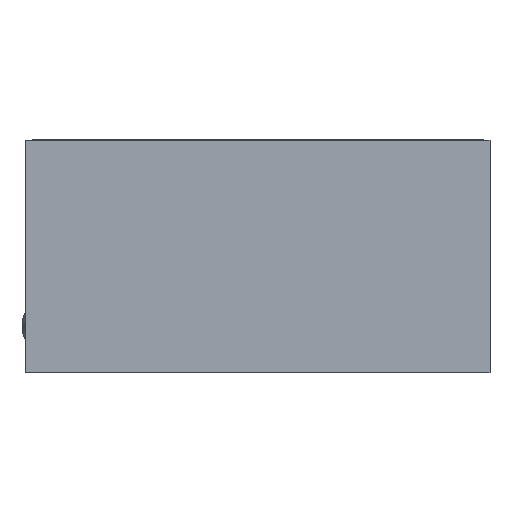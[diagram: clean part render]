
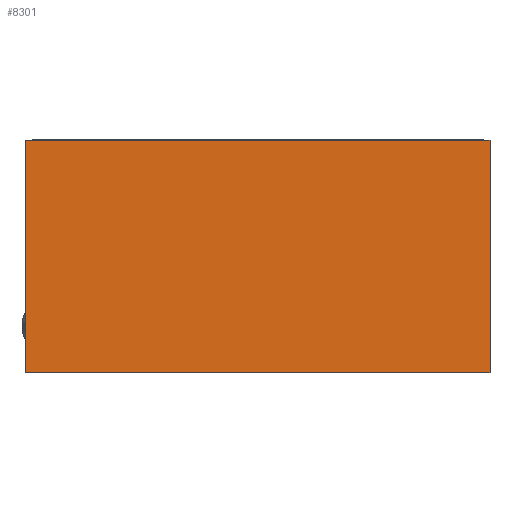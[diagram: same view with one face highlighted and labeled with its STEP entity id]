
A CAD part, front view. The second image highlights one B-rep face of the part: STEP entity #8301.
In plain terms, the highlighted planar face has unit normal (0, -1, 0).
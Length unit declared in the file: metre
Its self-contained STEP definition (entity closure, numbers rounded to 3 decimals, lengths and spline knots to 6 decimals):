
#762=ORIENTED_EDGE('',*,*,#3274,.T.);
#763=ORIENTED_EDGE('',*,*,#3286,.F.);
#764=ORIENTED_EDGE('',*,*,#3287,.F.);
#765=ORIENTED_EDGE('',*,*,#3275,.T.);
#3274=EDGE_CURVE('',#4537,#4539,#5387,.T.);
#3275=EDGE_CURVE('',#4540,#4537,#5388,.T.);
#3286=EDGE_CURVE('',#4548,#4539,#5394,.T.);
#3287=EDGE_CURVE('',#4540,#4548,#5395,.T.);
#4537=VERTEX_POINT('',#10597);
#4539=VERTEX_POINT('',#10601);
#4540=VERTEX_POINT('',#10605);
#4548=VERTEX_POINT('',#10625);
#5387=LINE('',#10602,#6196);
#5388=LINE('',#10604,#6197);
#5394=LINE('',#10626,#6203);
#5395=LINE('',#10628,#6204);
#6196=VECTOR('',#9249,1.);
#6197=VECTOR('',#9252,1.);
#6203=VECTOR('',#9272,1.);
#6204=VECTOR('',#9275,1.);
#7008=EDGE_LOOP('',(#762,#763,#764,#765));
#7535=FACE_BOUND('',#7008,.T.);
#8056=PLANE('',#8979);
#8301=ADVANCED_FACE('',(#7535),#8056,.F.);
#8979=AXIS2_PLACEMENT_3D('',#10627,#9273,#9274);
#9249=DIRECTION('',(-1.,0.,0.));
#9252=DIRECTION('',(0.,0.,1.));
#9272=DIRECTION('',(0.,0.,1.));
#9273=DIRECTION('',(0.,1.,0.));
#9274=DIRECTION('',(0.,0.,1.));
#9275=DIRECTION('',(-1.,0.,0.));
#10597=CARTESIAN_POINT('',(0.0127,-0.009525,0.));
#10601=CARTESIAN_POINT('',(-0.0127,-0.009525,0.));
#10602=CARTESIAN_POINT('',(0.,-0.009525,0.));
#10604=CARTESIAN_POINT('',(0.0127,-0.009525,-0.0127));
#10605=CARTESIAN_POINT('',(0.0127,-0.009525,-0.0127));
#10625=CARTESIAN_POINT('',(-0.0127,-0.009525,-0.0127));
#10626=CARTESIAN_POINT('',(-0.0127,-0.009525,-0.0127));
#10627=CARTESIAN_POINT('',(0.,-0.009525,-0.0127));
#10628=CARTESIAN_POINT('',(0.,-0.009525,-0.0127));
